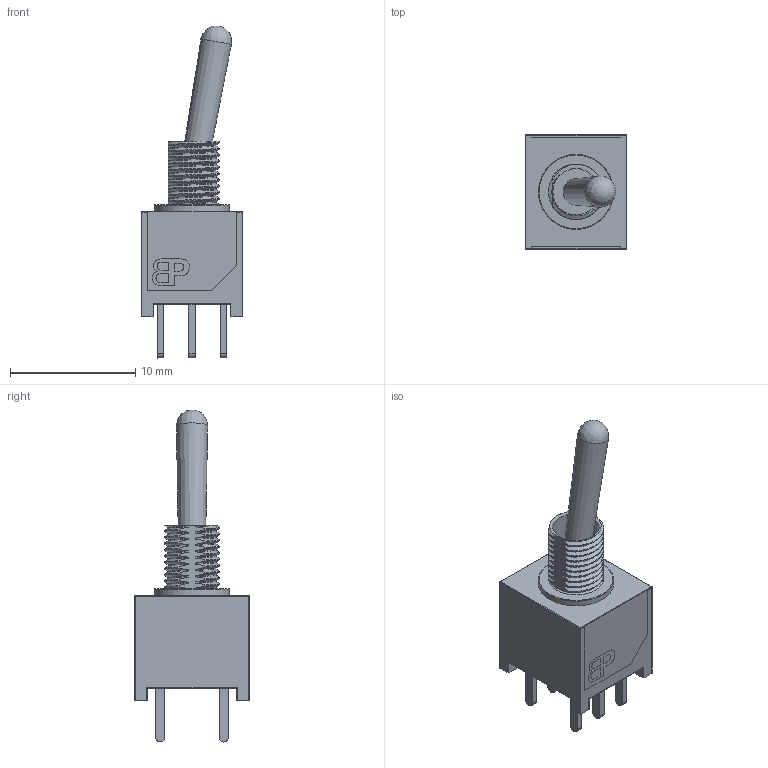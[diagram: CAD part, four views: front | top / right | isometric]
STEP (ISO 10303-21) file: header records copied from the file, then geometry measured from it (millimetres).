
FILE_DESCRIPTION(/* description */ ('Sub-miniature DPDT switch (Dailywell 2MD1T1B1M2QES/2MD3T1B1M2QES) License: CC BY-SA 4.0.'),/* implementation_level */ '2;1');
FILE_NAME(/* name */ 'Sub-miniature DPDT switch.step',/* time_stamp */ '2021-02-19T00:15:00+01:00',/* author */ (''),/* organization */ ('Bad Pixel'),/* preprocessor_version */ 'ST-DEVELOPER v18.1',/* originating_system */ 'Autodesk Translation Framework v9.7.1.1290',/* authorisation */ '');
FILE_SCHEMA (('AUTOMOTIVE_DESIGN { 1 0 10303 214 3 1 1 }'));
Length unit declared in the file: millimetre
Products named in the file (1): Sub-miniature DPDT switch
Bounding box: 8.13 x 9.14 x 26.54 mm (x, y, z)
Volume: 614.8 mm3; surface area: 1101.9 mm2
Topology: 9 solids, 10 shells, 180 faces, 535 edges, 385 vertices
Faces by surface type: plane 91, cylinder 59, bspline 24, sphere 4, torus 1, cone 1
Full cylindrical faces by diameter (mm): 3.7 x1, 4.39 x1, 6 x1
Entity records: 8285 total; most frequent: CARTESIAN_POINT 3657, ORIENTED_EDGE 1069, DIRECTION 747, EDGE_CURVE 535, VERTEX_POINT 385, LINE 293, VECTOR 293, AXIS2_PLACEMENT_3D 227
